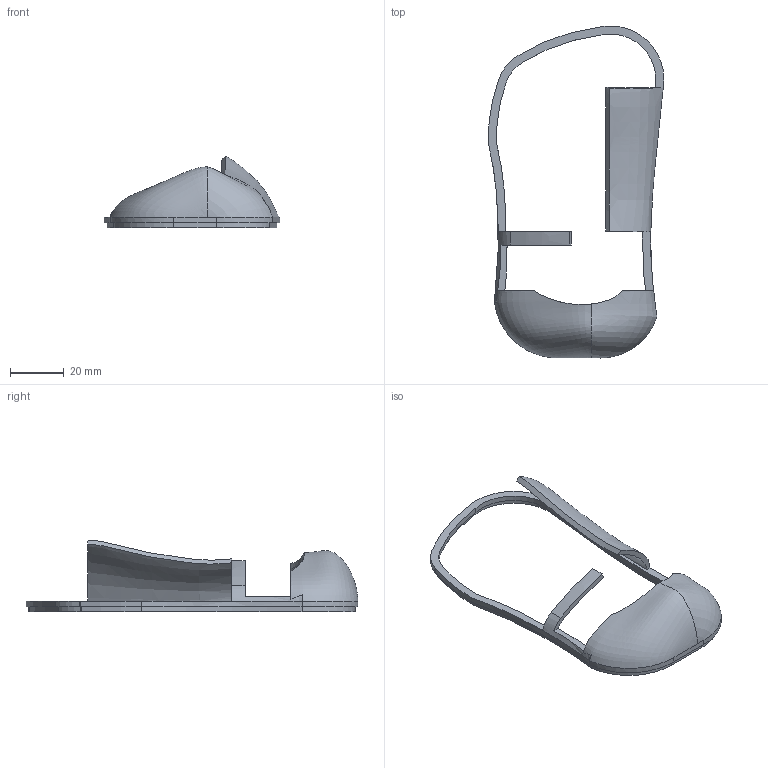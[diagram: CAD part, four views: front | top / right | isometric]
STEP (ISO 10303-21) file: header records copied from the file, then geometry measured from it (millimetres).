
FILE_DESCRIPTION (( 'STEP AP203' ), '1' );
FILE_NAME ('left foot cover.sldasm-Part-1_默认_sldprt.STEP', '2018-02-02T07:12:05', ( '' ), ( '' ), 'SwSTEP 2.0', 'SolidWorks 2014', '' );
FILE_SCHEMA (( 'CONFIG_CONTROL_DESIGN' ));
Length unit declared in the file: millimetre
Products named in the file (1): left foot cover.sldasm-Part-1_默认_sldprt
Bounding box: 65.28 x 123.21 x 26.66 mm (x, y, z)
Volume: 8223 mm3; surface area: 11103.3 mm2
Topology: 1 solids, 1 shells, 78 faces, 235 edges, 159 vertices
Faces by surface type: cylinder 28, bspline 27, plane 23
Entity records: 7415 total; most frequent: CARTESIAN_POINT 5459, ORIENTED_EDGE 466, DIRECTION 285, EDGE_CURVE 233, VERTEX_POINT 159, AXIS2_PLACEMENT_3D 106, B_SPLINE_CURVE_WITH_KNOTS 106, EDGE_LOOP 82
